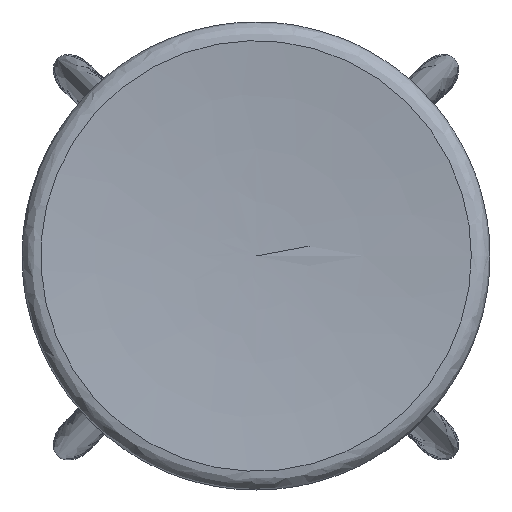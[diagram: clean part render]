
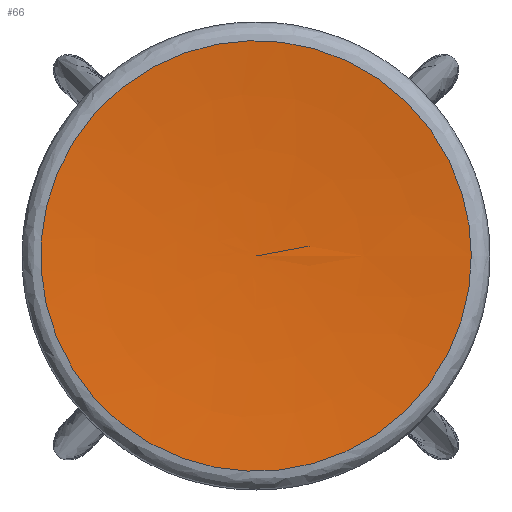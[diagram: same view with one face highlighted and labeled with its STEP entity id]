
A CAD part, top view. The second image highlights one B-rep face of the part: STEP entity #66.
In plain terms, the highlighted free-form (B-spline) face has degree [2, 2] with [3, 9] control points.
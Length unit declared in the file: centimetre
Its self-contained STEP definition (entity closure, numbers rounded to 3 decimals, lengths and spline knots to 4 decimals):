
#66=ADVANCED_FACE('',(#78),#183,.T.);
#78=FACE_OUTER_BOUND('',#94,.T.);
#94=EDGE_LOOP('',(#130,#131,#132));
#130=ORIENTED_EDGE('',*,*,#151,.T.);
#131=ORIENTED_EDGE('',*,*,#151,.F.);
#132=ORIENTED_EDGE('',*,*,#150,.F.);
#150=EDGE_CURVE('',#174,#174,#161,.T.);
#151=EDGE_CURVE('',#174,#175,#162,.T.);
#161=(
BOUNDED_CURVE()
B_SPLINE_CURVE(2,(#1905,#1906,#1907,#1908,#1909,#1910,#1911,#1912,#1913),
 .UNSPECIFIED.,.T.,.F.)
B_SPLINE_CURVE_WITH_KNOTS((3,2,2,2,3),(0.,313.6387,627.2774,
940.9161,1254.5548),.UNSPECIFIED.)
CURVE()
GEOMETRIC_REPRESENTATION_ITEM()
RATIONAL_B_SPLINE_CURVE((1.,0.707,1.,0.707,1.,0.707,
1.,0.707,1.))
REPRESENTATION_ITEM('')
);
#162=(
BOUNDED_CURVE()
B_SPLINE_CURVE(2,(#1914,#1915,#1916),.UNSPECIFIED.,.F.,.F.)
B_SPLINE_CURVE_WITH_KNOTS((3,3),(901.3976,1085.691),
 .UNSPECIFIED.)
CURVE()
GEOMETRIC_REPRESENTATION_ITEM()
RATIONAL_B_SPLINE_CURVE((1.,0.999,1.))
REPRESENTATION_ITEM('')
);
#174=VERTEX_POINT('',#1414);
#175=VERTEX_POINT('',#1415);
#183=(
BOUNDED_SURFACE()
B_SPLINE_SURFACE(2,2,((#1377,#1378,#1379,#1380,#1381,#1382,#1383,#1384,
#1385),(#1386,#1387,#1388,#1389,#1390,#1391,#1392,#1393,#1394),(#1395,#1396,
#1397,#1398,#1399,#1400,#1401,#1402,#1403)),.UNSPECIFIED.,.F.,.F.,.F.)
B_SPLINE_SURFACE_WITH_KNOTS((3,3),(3,2,2,2,3),(901.3976,1085.691),
(0.,313.6387,627.2774,940.9161,1254.5548),
 .UNSPECIFIED.)
GEOMETRIC_REPRESENTATION_ITEM()
RATIONAL_B_SPLINE_SURFACE(((1.,0.707,1.,0.707,1.,
0.707,1.,0.707,1.),(0.999,0.706,
0.999,0.706,0.999,0.706,
0.999,0.706,0.999),(1.,0.707,
1.,0.707,1.,0.707,1.,0.707,1.)))
REPRESENTATION_ITEM('')
SURFACE()
);
#1377=CARTESIAN_POINT('',(35.7276,16.02,63.5));
#1378=CARTESIAN_POINT('',(35.7276,-2.38,63.5));
#1379=CARTESIAN_POINT('',(17.3276,-2.38,63.5));
#1380=CARTESIAN_POINT('',(-1.0724,-2.38,63.5));
#1381=CARTESIAN_POINT('',(-1.0724,16.02,63.5));
#1382=CARTESIAN_POINT('',(-1.0724,34.42,63.5));
#1383=CARTESIAN_POINT('',(17.3276,34.42,63.5));
#1384=CARTESIAN_POINT('',(35.7276,34.42,63.5));
#1385=CARTESIAN_POINT('',(35.7276,16.02,63.5));
#1386=CARTESIAN_POINT('',(26.5496,16.02,62.6));
#1387=CARTESIAN_POINT('',(26.5496,6.798,62.6));
#1388=CARTESIAN_POINT('',(17.3276,6.798,62.6));
#1389=CARTESIAN_POINT('',(8.1056,6.798,62.6));
#1390=CARTESIAN_POINT('',(8.1056,16.02,62.6));
#1391=CARTESIAN_POINT('',(8.1056,25.242,62.6));
#1392=CARTESIAN_POINT('',(17.3276,25.242,62.6));
#1393=CARTESIAN_POINT('',(26.5496,25.242,62.6));
#1394=CARTESIAN_POINT('',(26.5496,16.02,62.6));
#1395=CARTESIAN_POINT('',(17.3276,16.02,62.6));
#1396=CARTESIAN_POINT('',(17.3276,16.02,62.6));
#1397=CARTESIAN_POINT('',(17.3276,16.02,62.6));
#1398=CARTESIAN_POINT('',(17.3276,16.02,62.6));
#1399=CARTESIAN_POINT('',(17.3276,16.02,62.6));
#1400=CARTESIAN_POINT('',(17.3276,16.02,62.6));
#1401=CARTESIAN_POINT('',(17.3276,16.02,62.6));
#1402=CARTESIAN_POINT('',(17.3276,16.02,62.6));
#1403=CARTESIAN_POINT('',(17.3276,16.02,62.6));
#1414=CARTESIAN_POINT('',(35.7276,16.02,63.5));
#1415=CARTESIAN_POINT('',(17.3276,16.02,62.6));
#1905=CARTESIAN_POINT('',(35.7276,16.02,63.5));
#1906=CARTESIAN_POINT('',(35.7276,-2.38,63.5));
#1907=CARTESIAN_POINT('',(17.3276,-2.38,63.5));
#1908=CARTESIAN_POINT('',(-1.0724,-2.38,63.5));
#1909=CARTESIAN_POINT('',(-1.0724,16.02,63.5));
#1910=CARTESIAN_POINT('',(-1.0724,34.42,63.5));
#1911=CARTESIAN_POINT('',(17.3276,34.42,63.5));
#1912=CARTESIAN_POINT('',(35.7276,34.42,63.5));
#1913=CARTESIAN_POINT('',(35.7276,16.02,63.5));
#1914=CARTESIAN_POINT('',(35.7276,16.02,63.5));
#1915=CARTESIAN_POINT('',(26.5496,16.02,62.6));
#1916=CARTESIAN_POINT('',(17.3276,16.02,62.6));
